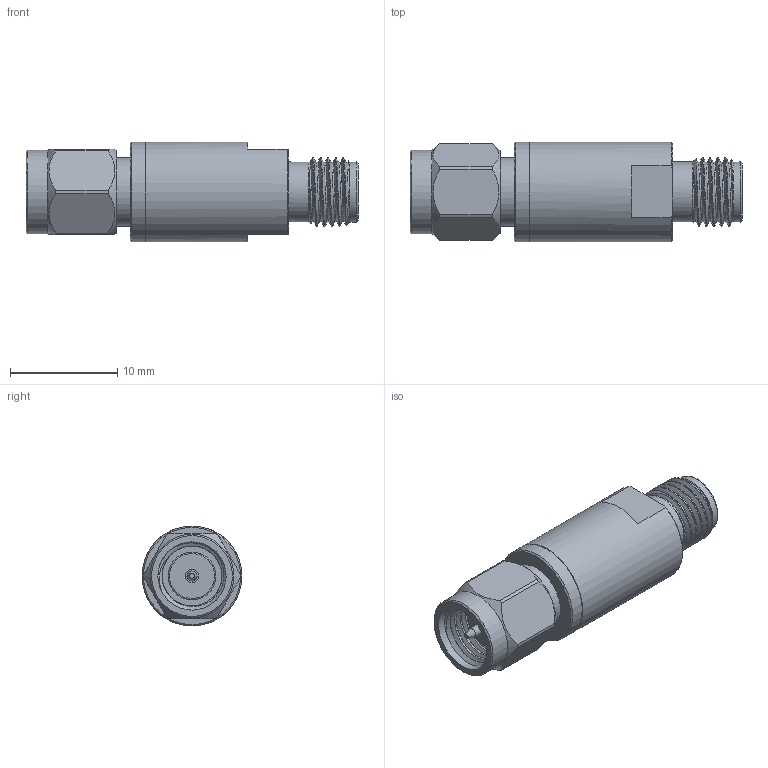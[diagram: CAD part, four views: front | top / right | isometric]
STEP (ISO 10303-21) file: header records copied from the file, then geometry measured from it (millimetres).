
FILE_DESCRIPTION (( 'STEP AP203' ), '1' );
FILE_NAME ('PE70A1016.step', '2019-12-20T22:17:13', ( '' ), ( '' ), 'SwSTEP 2.0', 'SolidWorks 2018', '' );
FILE_SCHEMA (( 'CONFIG_CONTROL_DESIGN' ));
Length unit declared in the file: inch
Products named in the file (1): PE70A1016
Bounding box: 30.89 x 9.3 x 9.3 mm (x, y, z)
Volume: 1491.9 mm3; surface area: 1221.9 mm2
Topology: 1 solids, 1 shells, 70 faces, 175 edges, 119 vertices
Faces by surface type: cylinder 27, plane 24, cone 11, bspline 7, torus 1
Full cylindrical faces by diameter (mm): 0.94 x2, 1.194 x2, 4.445 x1, 4.572 x1, 5.582 x2, 6.35 x6, 6.397 x1, 7.762 x1, 9.133 x1, 9.296 x2
Entity records: 5045 total; most frequent: CARTESIAN_POINT 3630, ORIENTED_EDGE 278, DIRECTION 240, EDGE_CURVE 139, VERTEX_POINT 111, AXIS2_PLACEMENT_3D 110, EDGE_LOOP 98, FACE_OUTER_BOUND 80
